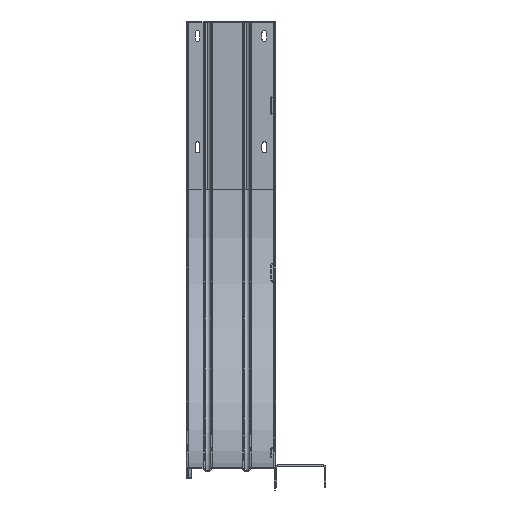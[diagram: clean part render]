
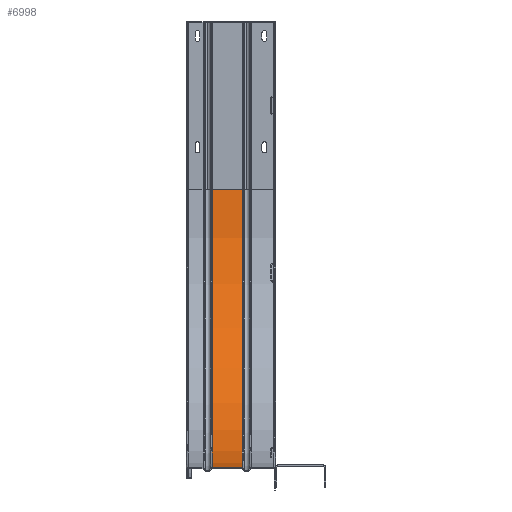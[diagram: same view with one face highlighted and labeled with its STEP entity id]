
A CAD part, left-side view. The second image highlights one B-rep face of the part: STEP entity #6998.
In plain terms, the highlighted cylindrical face has radius 500 mm (diameter 1000 mm), a partial arc.
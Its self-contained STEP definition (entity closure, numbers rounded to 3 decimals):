
#4497=CARTESIAN_POINT('',(-500.,113.938,-300.));
#4498=DIRECTION('',(0.,-1.,0.));
#4499=DIRECTION('',(0.,0.,-1.));
#4500=AXIS2_PLACEMENT_3D('',#4497,#4498,#4499);
#4610=CARTESIAN_POINT('',(-500.,60.062,-300.));
#4611=DIRECTION('',(0.,1.,0.));
#4612=DIRECTION('',(1.,0.,0.));
#4613=AXIS2_PLACEMENT_3D('',#4610,#4611,#4612);
#4615=DIRECTION('',(0.,1.,0.));
#4616=VECTOR('',#4615,53.875);
#4617=CARTESIAN_POINT('',(0.,60.062,-300.));
#4618=LINE('',#4617,#4616);
#4619=DIRECTION('',(0.,-1.,0.));
#4620=VECTOR('',#4619,53.875);
#4621=CARTESIAN_POINT('',(-500.,113.938,-800.));
#4622=LINE('',#4621,#4620);
#5023=CARTESIAN_POINT('',(-500.,60.062,-800.));
#5024=VERTEX_POINT('',#5023);
#5027=CARTESIAN_POINT('',(-500.,113.938,-800.));
#5028=VERTEX_POINT('',#5027);
#5171=CARTESIAN_POINT('',(0.,60.062,-300.));
#5172=VERTEX_POINT('',#5171);
#5173=CARTESIAN_POINT('',(0.,113.938,-300.));
#5174=VERTEX_POINT('',#5173);
#6986=CARTESIAN_POINT('',(-500.,0.,-300.));
#6987=DIRECTION('',(0.,1.,0.));
#6988=DIRECTION('',(0.,0.,1.));
#6989=AXIS2_PLACEMENT_3D('',#6986,#6987,#6988);
#6990=CYLINDRICAL_SURFACE('',#6989,500.);
#6991=ORIENTED_EDGE('',*,*,#6840,.F.);
#6992=ORIENTED_EDGE('',*,*,#6981,.T.);
#6994=ORIENTED_EDGE('',*,*,#6993,.F.);
#6995=ORIENTED_EDGE('',*,*,#6811,.T.);
#6996=EDGE_LOOP('',(#6991,#6992,#6994,#6995));
#6997=FACE_OUTER_BOUND('',#6996,.F.);
#6998=ADVANCED_FACE('',(#6997),#6990,.F.);
#4501=CIRCLE('',#4500,500.);
#4614=CIRCLE('',#4613,500.);
#6811=EDGE_CURVE('',#5028,#5174,#4501,.T.);
#6840=EDGE_CURVE('',#5172,#5174,#4618,.T.);
#6981=EDGE_CURVE('',#5172,#5024,#4614,.T.);
#6993=EDGE_CURVE('',#5028,#5024,#4622,.T.);
